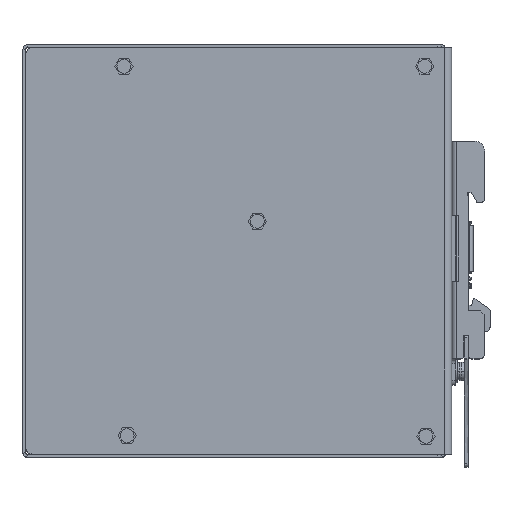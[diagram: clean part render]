
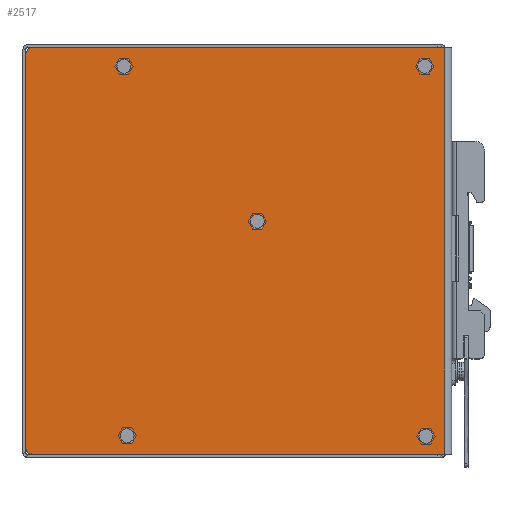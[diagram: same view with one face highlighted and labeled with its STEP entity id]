
A CAD part, top view. The second image highlights one B-rep face of the part: STEP entity #2517.
In plain terms, the highlighted planar face has unit normal (0, 0, 1).
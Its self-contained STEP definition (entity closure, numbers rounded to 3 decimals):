
#275=CARTESIAN_POINT('',(56.65,-56.2,1.5));
#276=DIRECTION('',(0.,0.,-1.));
#277=DIRECTION('',(1.,0.,0.));
#278=AXIS2_PLACEMENT_3D('',#275,#276,#277);
#283=CARTESIAN_POINT('',(56.65,-56.2,1.5));
#284=DIRECTION('',(0.,0.,-1.));
#285=DIRECTION('',(-1.,0.,0.));
#286=AXIS2_PLACEMENT_3D('',#283,#284,#285);
#291=CARTESIAN_POINT('',(5.55,9.,1.5));
#292=DIRECTION('',(0.,0.,-1.));
#293=DIRECTION('',(1.,0.,0.));
#294=AXIS2_PLACEMENT_3D('',#291,#292,#293);
#299=CARTESIAN_POINT('',(5.55,9.,1.5));
#300=DIRECTION('',(0.,0.,-1.));
#301=DIRECTION('',(-1.,0.,0.));
#302=AXIS2_PLACEMENT_3D('',#299,#300,#301);
#307=CARTESIAN_POINT('',(-34.95,56.,1.5));
#308=DIRECTION('',(0.,0.,-1.));
#309=DIRECTION('',(1.,0.,0.));
#310=AXIS2_PLACEMENT_3D('',#307,#308,#309);
#315=CARTESIAN_POINT('',(-34.95,56.,1.5));
#316=DIRECTION('',(0.,0.,-1.));
#317=DIRECTION('',(-1.,0.,0.));
#318=AXIS2_PLACEMENT_3D('',#315,#316,#317);
#323=CARTESIAN_POINT('',(-33.95,-56.,1.5));
#324=DIRECTION('',(0.,0.,-1.));
#325=DIRECTION('',(1.,0.,0.));
#326=AXIS2_PLACEMENT_3D('',#323,#324,#325);
#331=CARTESIAN_POINT('',(-33.95,-56.,1.5));
#332=DIRECTION('',(0.,0.,-1.));
#333=DIRECTION('',(-1.,0.,0.));
#334=AXIS2_PLACEMENT_3D('',#331,#332,#333);
#339=CARTESIAN_POINT('',(56.25,56.,1.5));
#340=DIRECTION('',(0.,0.,-1.));
#341=DIRECTION('',(1.,0.,0.));
#342=AXIS2_PLACEMENT_3D('',#339,#340,#341);
#347=CARTESIAN_POINT('',(56.25,56.,1.5));
#348=DIRECTION('',(0.,0.,-1.));
#349=DIRECTION('',(-1.,0.,0.));
#350=AXIS2_PLACEMENT_3D('',#347,#348,#349);
#355=CARTESIAN_POINT('',(-62.75,-59.6,1.5));
#356=DIRECTION('',(0.,0.,1.));
#357=DIRECTION('',(-1.,0.,0.));
#358=AXIS2_PLACEMENT_3D('',#355,#356,#357);
#363=DIRECTION('',(0.,1.,0.));
#364=VECTOR('',#363,119.2);
#365=CARTESIAN_POINT('',(-64.75,-59.6,1.5));
#366=LINE('',#365,#364);
#370=CARTESIAN_POINT('',(-62.75,59.6,1.5));
#371=DIRECTION('',(0.,0.,1.));
#372=DIRECTION('',(0.,1.,0.));
#373=AXIS2_PLACEMENT_3D('',#370,#371,#372);
#378=DIRECTION('',(1.,0.,0.));
#379=VECTOR('',#378,125.2);
#380=CARTESIAN_POINT('',(-62.75,61.6,1.5));
#381=LINE('',#380,#379);
#491=DIRECTION('',(0.,-1.,0.));
#492=VECTOR('',#491,123.2);
#493=CARTESIAN_POINT('',(62.45,61.6,1.5));
#494=LINE('',#493,#492);
#2043=DIRECTION('',(1.,0.,0.));
#2044=VECTOR('',#2043,125.2);
#2045=CARTESIAN_POINT('',(-62.75,-61.6,1.5));
#2046=LINE('',#2045,#2044);
#2068=CARTESIAN_POINT('',(62.45,-61.6,1.5));
#2069=VERTEX_POINT('',#2068);
#2070=CARTESIAN_POINT('',(62.45,61.6,1.5));
#2071=VERTEX_POINT('',#2070);
#2228=CARTESIAN_POINT('',(58.35,56.,1.5));
#2229=CARTESIAN_POINT('',(54.15,56.,1.5));
#2230=VERTEX_POINT('',#2228);
#2231=VERTEX_POINT('',#2229);
#2232=CARTESIAN_POINT('',(-31.85,-56.,1.5));
#2233=CARTESIAN_POINT('',(-36.05,-56.,1.5));
#2234=VERTEX_POINT('',#2232);
#2235=VERTEX_POINT('',#2233);
#2236=CARTESIAN_POINT('',(-32.85,56.,1.5));
#2237=CARTESIAN_POINT('',(-37.05,56.,1.5));
#2238=VERTEX_POINT('',#2236);
#2239=VERTEX_POINT('',#2237);
#2240=CARTESIAN_POINT('',(7.65,9.,1.5));
#2241=CARTESIAN_POINT('',(3.45,9.,1.5));
#2242=VERTEX_POINT('',#2240);
#2243=VERTEX_POINT('',#2241);
#2372=CARTESIAN_POINT('',(58.75,-56.2,1.5));
#2373=CARTESIAN_POINT('',(54.55,-56.2,1.5));
#2374=VERTEX_POINT('',#2372);
#2375=VERTEX_POINT('',#2373);
#2380=CARTESIAN_POINT('',(-64.75,-59.6,1.5));
#2381=VERTEX_POINT('',#2380);
#2382=CARTESIAN_POINT('',(-62.75,-61.6,1.5));
#2383=VERTEX_POINT('',#2382);
#2388=CARTESIAN_POINT('',(-62.75,61.6,1.5));
#2389=VERTEX_POINT('',#2388);
#2390=CARTESIAN_POINT('',(-64.75,59.6,1.5));
#2391=VERTEX_POINT('',#2390);
#2470=CARTESIAN_POINT('',(0.,0.,1.5));
#2471=DIRECTION('',(0.,0.,1.));
#2472=DIRECTION('',(1.,0.,0.));
#2473=AXIS2_PLACEMENT_3D('',#2470,#2471,#2472);
#2474=PLANE('',#2473);
#2476=ORIENTED_EDGE('',*,*,#2475,.F.);
#2478=ORIENTED_EDGE('',*,*,#2477,.T.);
#2480=ORIENTED_EDGE('',*,*,#2479,.F.);
#2482=ORIENTED_EDGE('',*,*,#2481,.T.);
#2484=ORIENTED_EDGE('',*,*,#2483,.T.);
#2486=ORIENTED_EDGE('',*,*,#2485,.F.);
#2487=EDGE_LOOP('',(#2476,#2478,#2480,#2482,#2484,#2486));
#2488=FACE_OUTER_BOUND('',#2487,.F.);
#2490=ORIENTED_EDGE('',*,*,#2489,.F.);
#2492=ORIENTED_EDGE('',*,*,#2491,.F.);
#2493=EDGE_LOOP('',(#2490,#2492));
#2494=FACE_BOUND('',#2493,.F.);
#2496=ORIENTED_EDGE('',*,*,#2495,.F.);
#2498=ORIENTED_EDGE('',*,*,#2497,.F.);
#2499=EDGE_LOOP('',(#2496,#2498));
#2500=FACE_BOUND('',#2499,.F.);
#2502=ORIENTED_EDGE('',*,*,#2501,.F.);
#2504=ORIENTED_EDGE('',*,*,#2503,.F.);
#2505=EDGE_LOOP('',(#2502,#2504));
#2506=FACE_BOUND('',#2505,.F.);
#2507=ORIENTED_EDGE('',*,*,#2450,.F.);
#2508=ORIENTED_EDGE('',*,*,#2464,.F.);
#2509=EDGE_LOOP('',(#2507,#2508));
#2510=FACE_BOUND('',#2509,.F.);
#2512=ORIENTED_EDGE('',*,*,#2511,.F.);
#2514=ORIENTED_EDGE('',*,*,#2513,.F.);
#2515=EDGE_LOOP('',(#2512,#2514));
#2516=FACE_BOUND('',#2515,.F.);
#2517=ADVANCED_FACE('',(#2488,#2494,#2500,#2506,#2510,#2516),#2474,.T.);
#279=CIRCLE('',#278,2.1);
#287=CIRCLE('',#286,2.1);
#295=CIRCLE('',#294,2.1);
#303=CIRCLE('',#302,2.1);
#311=CIRCLE('',#310,2.1);
#319=CIRCLE('',#318,2.1);
#327=CIRCLE('',#326,2.1);
#335=CIRCLE('',#334,2.1);
#343=CIRCLE('',#342,2.1);
#351=CIRCLE('',#350,2.1);
#359=CIRCLE('',#358,2.);
#374=CIRCLE('',#373,2.);
#2450=EDGE_CURVE('',#2230,#2231,#343,.T.);
#2464=EDGE_CURVE('',#2231,#2230,#351,.T.);
#2475=EDGE_CURVE('',#2381,#2383,#359,.T.);
#2477=EDGE_CURVE('',#2381,#2391,#366,.T.);
#2479=EDGE_CURVE('',#2389,#2391,#374,.T.);
#2481=EDGE_CURVE('',#2389,#2071,#381,.T.);
#2483=EDGE_CURVE('',#2071,#2069,#494,.T.);
#2485=EDGE_CURVE('',#2383,#2069,#2046,.T.);
#2489=EDGE_CURVE('',#2242,#2243,#295,.T.);
#2491=EDGE_CURVE('',#2243,#2242,#303,.T.);
#2495=EDGE_CURVE('',#2238,#2239,#311,.T.);
#2497=EDGE_CURVE('',#2239,#2238,#319,.T.);
#2501=EDGE_CURVE('',#2234,#2235,#327,.T.);
#2503=EDGE_CURVE('',#2235,#2234,#335,.T.);
#2511=EDGE_CURVE('',#2374,#2375,#279,.T.);
#2513=EDGE_CURVE('',#2375,#2374,#287,.T.);
